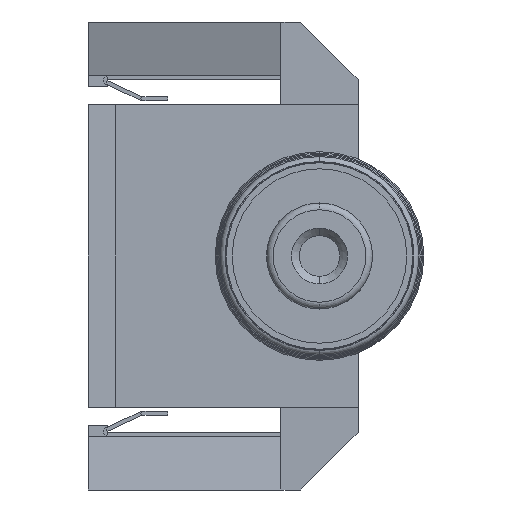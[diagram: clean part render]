
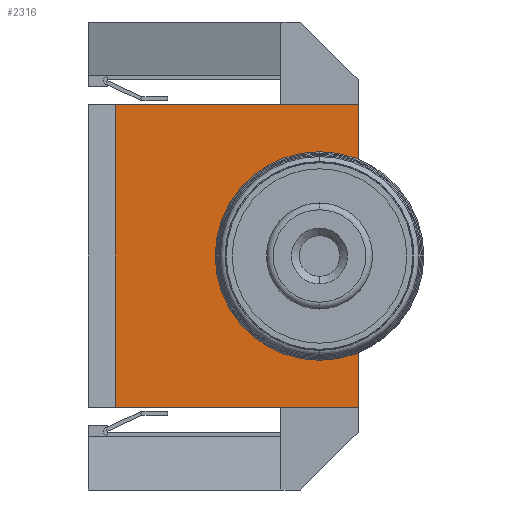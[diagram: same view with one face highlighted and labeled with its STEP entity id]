
A CAD part, left-side view. The second image highlights one B-rep face of the part: STEP entity #2316.
In plain terms, the highlighted planar face has unit normal (-1, 0, 0).
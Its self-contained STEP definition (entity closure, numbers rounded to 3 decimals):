
#228 = AXIS2_PLACEMENT_3D ( 'NONE', #6657, #6720, #1015 ) ;
#383 = CARTESIAN_POINT ( 'NONE',  ( 198.6, -2., 7.835 ) ) ;
#682 = ORIENTED_EDGE ( 'NONE', *, *, #5659, .T. ) ;
#699 = VECTOR ( 'NONE', #3447, 1000. ) ;
#855 = VECTOR ( 'NONE', #3276, 1000. ) ;
#997 = ORIENTED_EDGE ( 'NONE', *, *, #8034, .F. ) ;
#1015 = DIRECTION ( 'NONE',  ( 0., 0., -1. ) ) ;
#1048 = CARTESIAN_POINT ( 'NONE',  ( 198.6, 10.6, 7.835 ) ) ;
#1157 = ORIENTED_EDGE ( 'NONE', *, *, #4198, .F. ) ;
#1181 = EDGE_LOOP ( 'NONE', ( #4141, #1157 ) ) ;
#1303 = EDGE_CURVE ( 'NONE', #9606, #9255, #8369, .T. ) ;
#1350 = VECTOR ( 'NONE', #5237, 1000. ) ;
#1352 = DIRECTION ( 'NONE',  ( -1., 0., 0. ) ) ;
#1361 = VERTEX_POINT ( 'NONE', #1048 ) ;
#1442 = LINE ( 'NONE', #2643, #699 ) ;
#1926 = VERTEX_POINT ( 'NONE', #9832 ) ;
#2316 = ADVANCED_FACE ( 'NONE', ( #5790, #8783 ), #6143, .F. ) ;
#2372 = CARTESIAN_POINT ( 'NONE',  ( 198.6, -2., -7.835 ) ) ;
#2643 = CARTESIAN_POINT ( 'NONE',  ( 198.6, 10.6, 12.007 ) ) ;
#3032 = CARTESIAN_POINT ( 'NONE',  ( 198.6, 0., -1.15 ) ) ;
#3038 = DIRECTION ( 'NONE',  ( 1., 0., 0. ) ) ;
#3039 = AXIS2_PLACEMENT_3D ( 'NONE', #10095, #3038, #5423 ) ;
#3276 = DIRECTION ( 'NONE',  ( 0., -1., 0. ) ) ;
#3447 = DIRECTION ( 'NONE',  ( 0., 0., -1. ) ) ;
#3919 = AXIS2_PLACEMENT_3D ( 'NONE', #4578, #1352, #6839 ) ;
#4061 = EDGE_CURVE ( 'NONE', #1361, #5074, #1442, .T. ) ;
#4141 = ORIENTED_EDGE ( 'NONE', *, *, #1303, .F. ) ;
#4198 = EDGE_CURVE ( 'NONE', #9255, #9606, #8677, .T. ) ;
#4216 = CARTESIAN_POINT ( 'NONE',  ( 198.6, 10.6, -7.835 ) ) ;
#4578 = CARTESIAN_POINT ( 'NONE',  ( 198.6, 0., 0. ) ) ;
#4991 = CARTESIAN_POINT ( 'NONE',  ( 198.6, 2., 7.835 ) ) ;
#5074 = VERTEX_POINT ( 'NONE', #4216 ) ;
#5109 = LINE ( 'NONE', #383, #1350 ) ;
#5237 = DIRECTION ( 'NONE',  ( 0., 0., 1. ) ) ;
#5247 = ORIENTED_EDGE ( 'NONE', *, *, #7429, .T. ) ;
#5423 = DIRECTION ( 'NONE',  ( 0., 0., -1. ) ) ;
#5603 = DIRECTION ( 'NONE',  ( 0., -1., 0. ) ) ;
#5659 = EDGE_CURVE ( 'NONE', #9365, #1926, #5109, .T. ) ;
#5790 = FACE_BOUND ( 'NONE', #1181, .T. ) ;
#6122 = CARTESIAN_POINT ( 'NONE',  ( 198.6, 0., 1.15 ) ) ;
#6143 = PLANE ( 'NONE',  #3039 ) ;
#6657 = CARTESIAN_POINT ( 'NONE',  ( 198.6, 0., 0. ) ) ;
#6720 = DIRECTION ( 'NONE',  ( -1., 0., 0. ) ) ;
#6801 = EDGE_LOOP ( 'NONE', ( #997, #8377, #5247, #682 ) ) ;
#6839 = DIRECTION ( 'NONE',  ( 0., 0., -1. ) ) ;
#7429 = EDGE_CURVE ( 'NONE', #5074, #9365, #8256, .T. ) ;
#8034 = EDGE_CURVE ( 'NONE', #1361, #1926, #8486, .T. ) ;
#8138 = VECTOR ( 'NONE', #5603, 1000. ) ;
#8256 = LINE ( 'NONE', #9578, #8138 ) ;
#8369 = CIRCLE ( 'NONE', #228, 1.15 ) ;
#8377 = ORIENTED_EDGE ( 'NONE', *, *, #4061, .T. ) ;
#8486 = LINE ( 'NONE', #4991, #855 ) ;
#8677 = CIRCLE ( 'NONE', #3919, 1.15 ) ;
#8783 = FACE_OUTER_BOUND ( 'NONE', #6801, .T. ) ;
#9255 = VERTEX_POINT ( 'NONE', #3032 ) ;
#9365 = VERTEX_POINT ( 'NONE', #2372 ) ;
#9578 = CARTESIAN_POINT ( 'NONE',  ( 198.6, 2., -7.835 ) ) ;
#9606 = VERTEX_POINT ( 'NONE', #6122 ) ;
#9832 = CARTESIAN_POINT ( 'NONE',  ( 198.6, -2., 7.835 ) ) ;
#10095 = CARTESIAN_POINT ( 'NONE',  ( 198.6, 2., 7.835 ) ) ;
